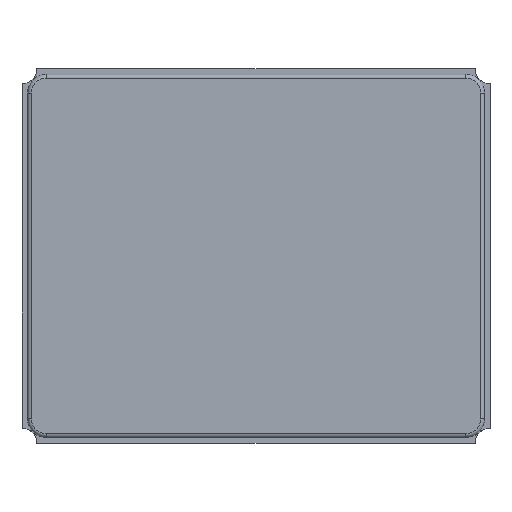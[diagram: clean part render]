
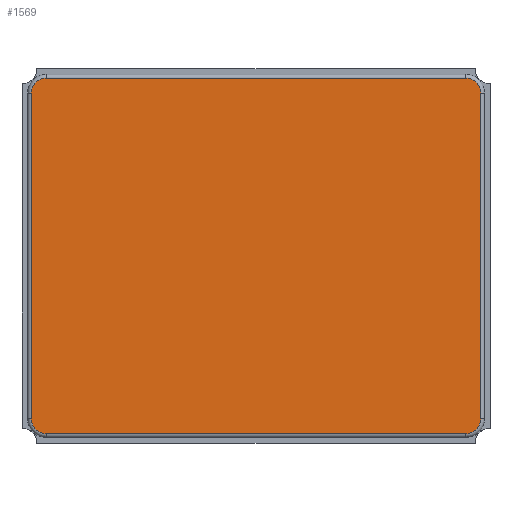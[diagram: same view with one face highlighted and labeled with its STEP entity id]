
A CAD part, top view. The second image highlights one B-rep face of the part: STEP entity #1569.
In plain terms, the highlighted planar face has unit normal (0, 0, 1).
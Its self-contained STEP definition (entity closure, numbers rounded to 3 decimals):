
#1407 = VERTEX_POINT('',#1408);
#1408 = CARTESIAN_POINT('',(-1.2,0.87,0.5));
#1415 = EDGE_CURVE('',#1407,#1416,#1418,.T.);
#1416 = VERTEX_POINT('',#1417);
#1417 = CARTESIAN_POINT('',(-1.2,-0.87,0.5));
#1418 = LINE('',#1419,#1420);
#1419 = CARTESIAN_POINT('',(-1.2,0.87,0.5));
#1420 = VECTOR('',#1421,1.);
#1421 = DIRECTION('',(0.,-1.,0.));
#1548 = VERTEX_POINT('',#1549);
#1549 = CARTESIAN_POINT('',(-1.12,0.95,0.5));
#1558 = EDGE_CURVE('',#1548,#1407,#1559,.T.);
#1559 = CIRCLE('',#1560,0.08);
#1560 = AXIS2_PLACEMENT_3D('',#1561,#1562,#1563);
#1561 = CARTESIAN_POINT('',(-1.12,0.87,0.5));
#1562 = DIRECTION('',(0.,-0.,1.));
#1563 = DIRECTION('',(0.,1.,0.));
#1569 = ADVANCED_FACE('',(#1570),#1623,.T.);
#1570 = FACE_BOUND('',#1571,.T.);
#1571 = EDGE_LOOP('',(#1572,#1582,#1591,#1599,#1608,#1614,#1615,#1616));
#1572 = ORIENTED_EDGE('',*,*,#1573,.T.);
#1573 = EDGE_CURVE('',#1574,#1576,#1578,.T.);
#1574 = VERTEX_POINT('',#1575);
#1575 = CARTESIAN_POINT('',(-1.12,-0.95,0.5));
#1576 = VERTEX_POINT('',#1577);
#1577 = CARTESIAN_POINT('',(1.12,-0.95,0.5));
#1578 = LINE('',#1579,#1580);
#1579 = CARTESIAN_POINT('',(-1.12,-0.95,0.5));
#1580 = VECTOR('',#1581,1.);
#1581 = DIRECTION('',(1.,0.,0.));
#1582 = ORIENTED_EDGE('',*,*,#1583,.T.);
#1583 = EDGE_CURVE('',#1576,#1584,#1586,.T.);
#1584 = VERTEX_POINT('',#1585);
#1585 = CARTESIAN_POINT('',(1.2,-0.87,0.5));
#1586 = CIRCLE('',#1587,0.08);
#1587 = AXIS2_PLACEMENT_3D('',#1588,#1589,#1590);
#1588 = CARTESIAN_POINT('',(1.12,-0.87,0.5));
#1589 = DIRECTION('',(-0.,0.,1.));
#1590 = DIRECTION('',(0.,-1.,0.));
#1591 = ORIENTED_EDGE('',*,*,#1592,.T.);
#1592 = EDGE_CURVE('',#1584,#1593,#1595,.T.);
#1593 = VERTEX_POINT('',#1594);
#1594 = CARTESIAN_POINT('',(1.2,0.87,0.5));
#1595 = LINE('',#1596,#1597);
#1596 = CARTESIAN_POINT('',(1.2,-0.87,0.5));
#1597 = VECTOR('',#1598,1.);
#1598 = DIRECTION('',(0.,1.,0.));
#1599 = ORIENTED_EDGE('',*,*,#1600,.T.);
#1600 = EDGE_CURVE('',#1593,#1601,#1603,.T.);
#1601 = VERTEX_POINT('',#1602);
#1602 = CARTESIAN_POINT('',(1.12,0.95,0.5));
#1603 = CIRCLE('',#1604,0.08);
#1604 = AXIS2_PLACEMENT_3D('',#1605,#1606,#1607);
#1605 = CARTESIAN_POINT('',(1.12,0.87,0.5));
#1606 = DIRECTION('',(0.,0.,1.));
#1607 = DIRECTION('',(1.,0.,0.));
#1608 = ORIENTED_EDGE('',*,*,#1609,.T.);
#1609 = EDGE_CURVE('',#1601,#1548,#1610,.T.);
#1610 = LINE('',#1611,#1612);
#1611 = CARTESIAN_POINT('',(1.12,0.95,0.5));
#1612 = VECTOR('',#1613,1.);
#1613 = DIRECTION('',(-1.,0.,0.));
#1614 = ORIENTED_EDGE('',*,*,#1558,.T.);
#1615 = ORIENTED_EDGE('',*,*,#1415,.T.);
#1616 = ORIENTED_EDGE('',*,*,#1617,.T.);
#1617 = EDGE_CURVE('',#1416,#1574,#1618,.T.);
#1618 = CIRCLE('',#1619,0.08);
#1619 = AXIS2_PLACEMENT_3D('',#1620,#1621,#1622);
#1620 = CARTESIAN_POINT('',(-1.12,-0.87,0.5));
#1621 = DIRECTION('',(0.,0.,1.));
#1622 = DIRECTION('',(-1.,0.,0.));
#1623 = PLANE('',#1624);
#1624 = AXIS2_PLACEMENT_3D('',#1625,#1626,#1627);
#1625 = CARTESIAN_POINT('',(0.,0.,0.5)
  );
#1626 = DIRECTION('',(0.,0.,1.));
#1627 = DIRECTION('',(1.,0.,0.));
